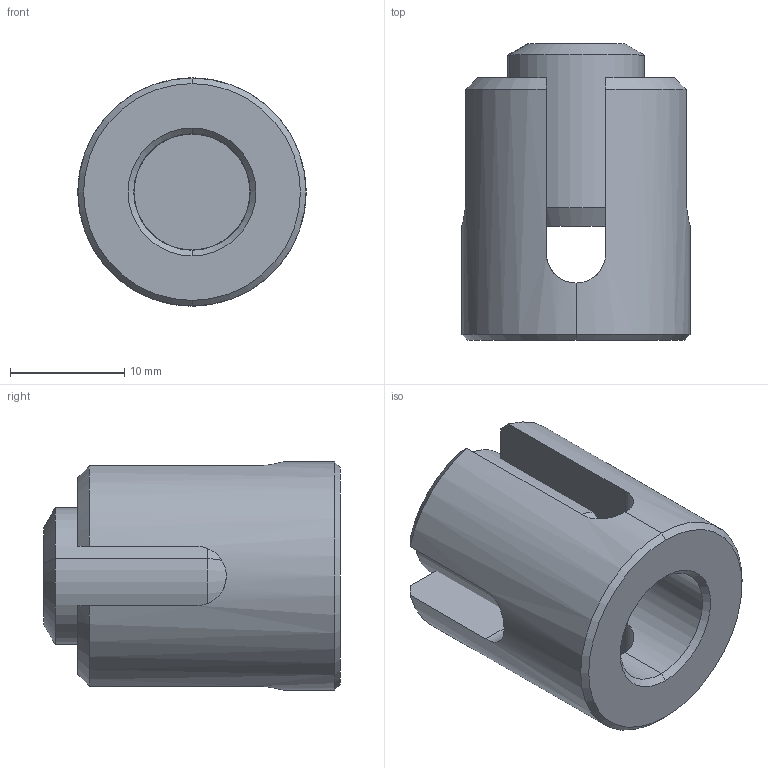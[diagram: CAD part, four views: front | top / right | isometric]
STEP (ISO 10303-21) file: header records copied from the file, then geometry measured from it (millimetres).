
FILE_DESCRIPTION (( 'STEP AP214' ), '1' );
FILE_NAME ('A14_7402-005.STEP', '2022-12-06T14:09:11', ( '' ), ( '' ), 'SwSTEP 2.0', 'SolidWorks 2019', '' );
FILE_SCHEMA (( 'AUTOMOTIVE_DESIGN' ));
Length unit declared in the file: millimetre
Products named in the file (3): A14_7402-005; Skrutka DIN 913_SKRUTKA M12X16; A14_7402-005.P1
Assembly tree (2 placements, depth 2):
  A14_7402-005
    A14_7402-005.P1
    Skrutka DIN 913_SKRUTKA M12X16
Bounding box: 20 x 26 x 20 mm (x, y, z)
Volume: 5292.1 mm3; surface area: 3472.4 mm2
Topology: 2 solids, 2 shells, 44 faces, 112 edges, 72 vertices
Faces by surface type: plane 22, cone 12, cylinder 10
Entity records: 1698 total; most frequent: CARTESIAN_POINT 493, ORIENTED_EDGE 224, DIRECTION 218, EDGE_CURVE 112, AXIS2_PLACEMENT_3D 77, VERTEX_POINT 72, LINE 64, VECTOR 64
